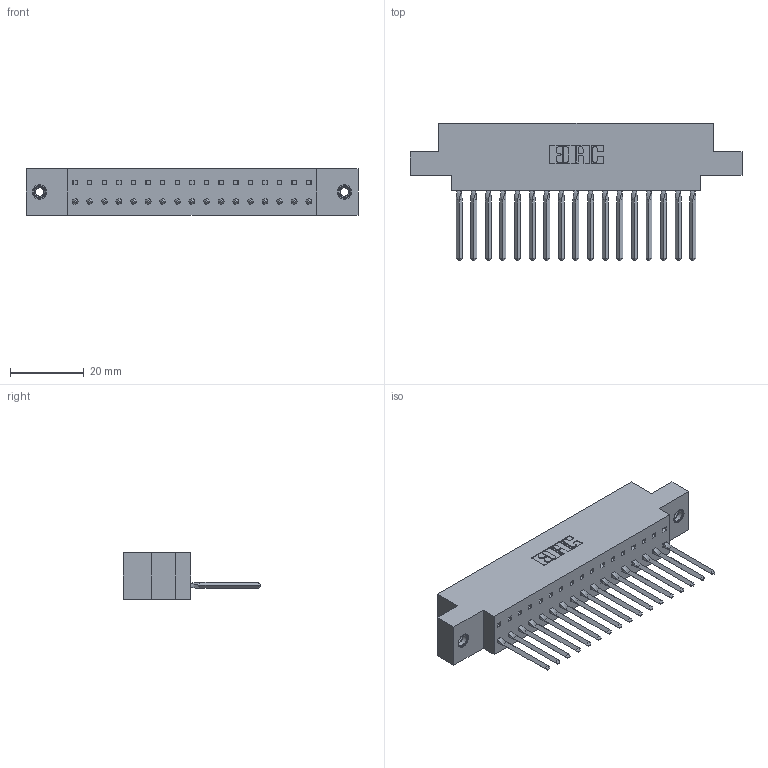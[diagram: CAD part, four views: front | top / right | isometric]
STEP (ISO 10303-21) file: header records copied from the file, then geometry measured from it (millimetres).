
FILE_DESCRIPTION (( 'STEP AP203' ), '1' );
FILE_NAME ('317-017-541-678.STEP', '2020-02-27T15:46:05', ( '' ), ( '' ), 'SwSTEP 2.0', 'SolidWorks 2016', '' );
FILE_SCHEMA (( 'CONFIG_CONTROL_DESIGN' ));
Length unit declared in the file: inch
Products named in the file (4): 317-017-541-678; 317-290-002_541; 345-250-001_345-250-003-102; 317 Part_.156 Dia - TI
Assembly tree (20 placements, depth 2):
  317-017-541-678
    317 Part_.156 Dia - TI
    317-290-002_541  x17
    345-250-001_345-250-003-102  x2
Bounding box: 90.07 x 37.34 x 12.7 mm (x, y, z)
Volume: 13830.8 mm3; surface area: 18732 mm2
Topology: 20 solids, 20 shells, 2746 faces, 7789 edges, 5060 vertices
Faces by surface type: plane 2198, cylinder 464, bspline 68, cone 12, torus 4
Entity records: 30251 total; most frequent: CARTESIAN_POINT 5975, ORIENTED_EDGE 5238, DIRECTION 4327, EDGE_CURVE 2619, LINE 2235, VECTOR 2235, VERTEX_POINT 1734, AXIS2_PLACEMENT_3D 1046
